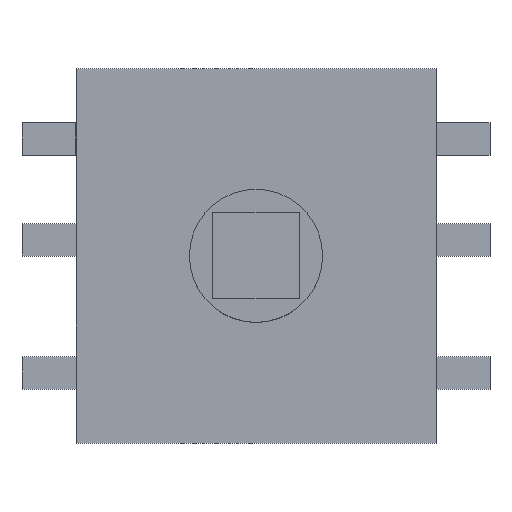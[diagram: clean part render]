
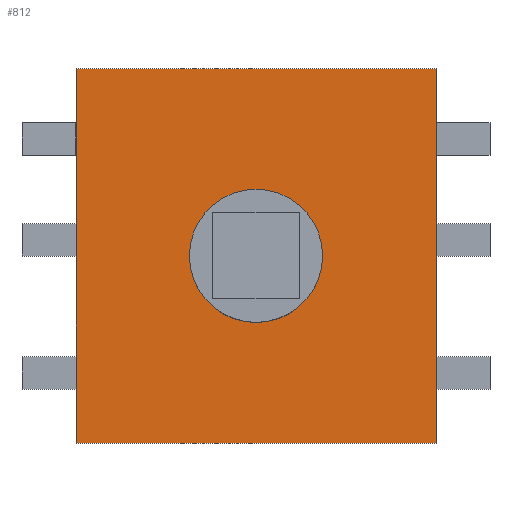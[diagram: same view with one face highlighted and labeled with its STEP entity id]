
A CAD part, top view. The second image highlights one B-rep face of the part: STEP entity #812.
In plain terms, the highlighted planar face has unit normal (0, 0, 1).
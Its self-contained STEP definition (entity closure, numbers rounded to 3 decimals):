
#21=FACE_BOUND('',#144,.T.);
#36=PLANE('',#891);
#89=FACE_OUTER_BOUND('',#143,.T.);
#143=EDGE_LOOP('',(#618,#619,#620,#621));
#144=EDGE_LOOP('',(#622));
#201=LINE('',#1202,#300);
#204=LINE('',#1208,#303);
#207=LINE('',#1214,#306);
#210=LINE('',#1218,#309);
#300=VECTOR('',#984,10.);
#303=VECTOR('',#989,10.);
#306=VECTOR('',#994,10.);
#309=VECTOR('',#999,10.);
#387=CIRCLE('',#880,1.85);
#393=VERTEX_POINT('',#1166);
#404=VERTEX_POINT('',#1199);
#405=VERTEX_POINT('',#1201);
#407=VERTEX_POINT('',#1207);
#409=VERTEX_POINT('',#1213);
#466=EDGE_CURVE('',#393,#393,#387,.T.);
#481=EDGE_CURVE('',#405,#404,#201,.T.);
#484=EDGE_CURVE('',#407,#405,#204,.T.);
#487=EDGE_CURVE('',#409,#407,#207,.T.);
#490=EDGE_CURVE('',#404,#409,#210,.T.);
#618=ORIENTED_EDGE('',*,*,#490,.T.);
#619=ORIENTED_EDGE('',*,*,#487,.T.);
#620=ORIENTED_EDGE('',*,*,#484,.T.);
#621=ORIENTED_EDGE('',*,*,#481,.T.);
#622=ORIENTED_EDGE('',*,*,#466,.T.);
#812=ADVANCED_FACE('',(#89,#21),#36,.T.);
#880=AXIS2_PLACEMENT_3D('',#1168,#954,#955);
#891=AXIS2_PLACEMENT_3D('',#1219,#1000,#1001);
#954=DIRECTION('center_axis',(0.,0.,-1.));
#955=DIRECTION('ref_axis',(-1.,0.,0.));
#984=DIRECTION('',(-1.,0.,0.));
#989=DIRECTION('',(0.,1.,0.));
#994=DIRECTION('',(1.,0.,0.));
#999=DIRECTION('',(0.,-1.,0.));
#1000=DIRECTION('center_axis',(0.,0.,1.));
#1001=DIRECTION('ref_axis',(1.,0.,0.));
#1166=CARTESIAN_POINT('',(1.85,0.,2.35));
#1168=CARTESIAN_POINT('Origin',(0.,0.,2.35));
#1199=CARTESIAN_POINT('',(-5.,5.2,2.35));
#1201=CARTESIAN_POINT('',(5.,5.2,2.35));
#1202=CARTESIAN_POINT('',(-5.,5.2,2.35));
#1207=CARTESIAN_POINT('',(5.,-5.2,2.35));
#1208=CARTESIAN_POINT('',(5.,5.2,2.35));
#1213=CARTESIAN_POINT('',(-5.,-5.2,2.35));
#1214=CARTESIAN_POINT('',(5.,-5.2,2.35));
#1218=CARTESIAN_POINT('',(-5.,-5.2,2.35));
#1219=CARTESIAN_POINT('Origin',(0.,0.,2.35));
